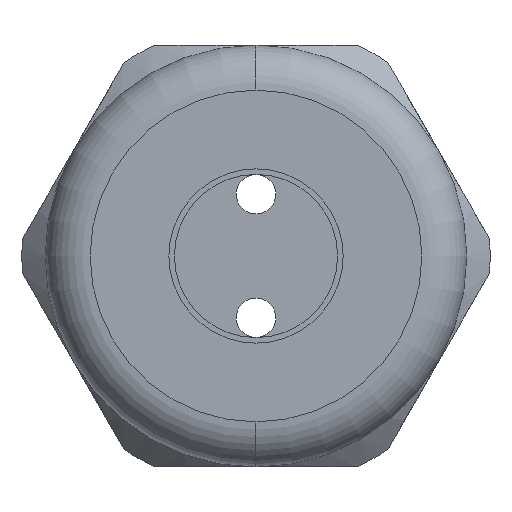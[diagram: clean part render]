
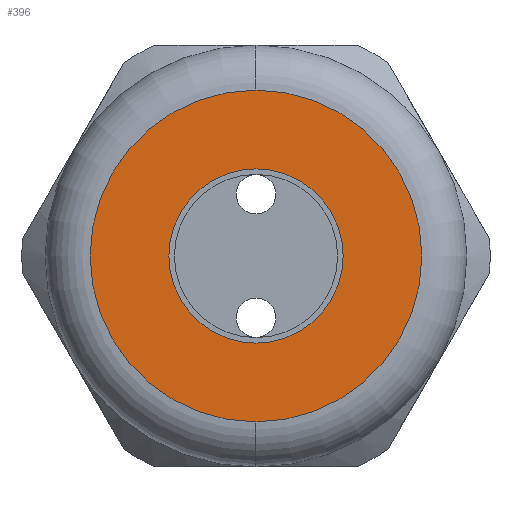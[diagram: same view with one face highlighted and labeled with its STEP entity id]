
A CAD part, left-side view. The second image highlights one B-rep face of the part: STEP entity #396.
In plain terms, the highlighted planar face has unit normal (-1, 0, 0).
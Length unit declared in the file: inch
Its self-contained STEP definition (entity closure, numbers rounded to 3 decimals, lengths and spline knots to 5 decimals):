
#76 = VERTEX_POINT ( 'NONE', #1552 ) ;
#78 = EDGE_CURVE ( 'NONE', #79, #76, #1551, .T. ) ;
#79 = VERTEX_POINT ( 'NONE', #1546 ) ;
#107 = EDGE_CURVE ( 'NONE', #108, #109, #1616, .T. ) ;
#108 = VERTEX_POINT ( 'NONE', #1611 ) ;
#109 = VERTEX_POINT ( 'NONE', #1610 ) ;
#393 = EDGE_CURVE ( 'NONE', #109, #108, #2128, .T. ) ;
#396 = ADVANCED_FACE ( 'NONE', ( #2123, #2122 ), #2121, .T. ) ;
#397 = EDGE_LOOP ( 'NONE', ( #398, #399 ) ) ;
#398 = ORIENTED_EDGE ( 'NONE', *, *, #78, .T. ) ;
#399 = ORIENTED_EDGE ( 'NONE', *, *, #400, .T. ) ;
#400 = EDGE_CURVE ( 'NONE', #76, #79, #2181, .T. ) ;
#401 = EDGE_LOOP ( 'NONE', ( #402, #403 ) ) ;
#402 = ORIENTED_EDGE ( 'NONE', *, *, #393, .T. ) ;
#403 = ORIENTED_EDGE ( 'NONE', *, *, #107, .T. ) ;
#1546 = CARTESIAN_POINT ( 'NONE',  ( -1.18, 0., 0.295 ) ) ;
#1547 = DIRECTION ( 'NONE',  ( 0., 0., 1. ) ) ;
#1548 = DIRECTION ( 'NONE',  ( -1., 0., 0. ) ) ;
#1549 = CARTESIAN_POINT ( 'NONE',  ( -1.18, 0., 0. ) ) ;
#1550 = AXIS2_PLACEMENT_3D ( 'NONE', #1549, #1548, #1547 ) ;
#1551 = CIRCLE ( 'NONE', #1550, 0.295 ) ;
#1552 = CARTESIAN_POINT ( 'NONE',  ( -1.18, 0., -0.295 ) ) ;
#1610 = CARTESIAN_POINT ( 'NONE',  ( -1.18, 0., -0.155 ) ) ;
#1611 = CARTESIAN_POINT ( 'NONE',  ( -1.18, 0., 0.155 ) ) ;
#1612 = DIRECTION ( 'NONE',  ( 0., 0., -1. ) ) ;
#1613 = DIRECTION ( 'NONE',  ( 1., 0., 0. ) ) ;
#1614 = CARTESIAN_POINT ( 'NONE',  ( -1.18, 0., 0. ) ) ;
#1615 = AXIS2_PLACEMENT_3D ( 'NONE', #1614, #1613, #1612 ) ;
#1616 = CIRCLE ( 'NONE', #1615, 0.155 ) ;
#2117 = DIRECTION ( 'NONE',  ( 0., 0., 1. ) ) ;
#2118 = DIRECTION ( 'NONE',  ( -1., 0., 0. ) ) ;
#2119 = CARTESIAN_POINT ( 'NONE',  ( -1.18, 0.375, 0. ) ) ;
#2120 = AXIS2_PLACEMENT_3D ( 'NONE', #2119, #2118, #2117 ) ;
#2121 = PLANE ( 'NONE',  #2120 ) ;
#2122 = FACE_BOUND ( 'NONE', #401, .T. ) ;
#2123 = FACE_OUTER_BOUND ( 'NONE', #397, .T. ) ;
#2124 = DIRECTION ( 'NONE',  ( 0., 0., -1. ) ) ;
#2125 = DIRECTION ( 'NONE',  ( 1., 0., 0. ) ) ;
#2126 = CARTESIAN_POINT ( 'NONE',  ( -1.18, 0., 0. ) ) ;
#2127 = AXIS2_PLACEMENT_3D ( 'NONE', #2126, #2125, #2124 ) ;
#2128 = CIRCLE ( 'NONE', #2127, 0.155 ) ;
#2177 = DIRECTION ( 'NONE',  ( 0., 0., 1. ) ) ;
#2178 = DIRECTION ( 'NONE',  ( -1., 0., 0. ) ) ;
#2179 = CARTESIAN_POINT ( 'NONE',  ( -1.18, 0., 0. ) ) ;
#2180 = AXIS2_PLACEMENT_3D ( 'NONE', #2179, #2178, #2177 ) ;
#2181 = CIRCLE ( 'NONE', #2180, 0.295 ) ;
